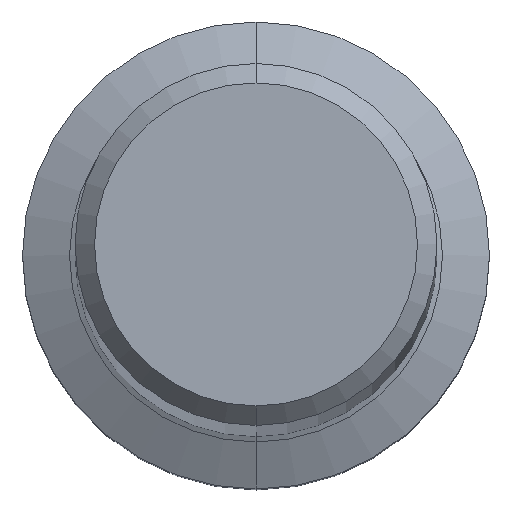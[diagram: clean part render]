
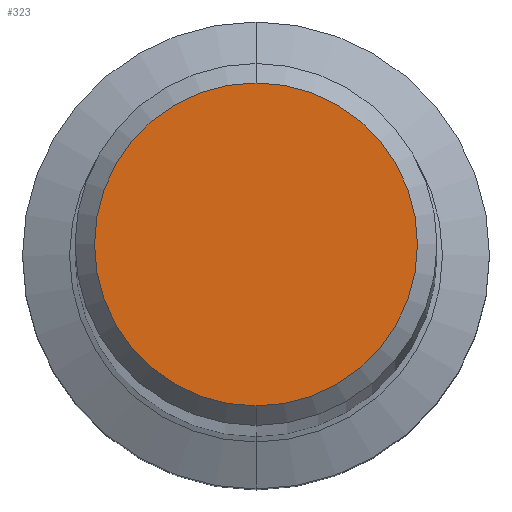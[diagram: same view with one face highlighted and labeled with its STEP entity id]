
A CAD part, top view. The second image highlights one B-rep face of the part: STEP entity #323.
In plain terms, the highlighted planar face has unit normal (0, 0, 1).
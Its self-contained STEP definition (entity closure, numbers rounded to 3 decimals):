
#301=VERTEX_POINT('',#663);
#323=ADVANCED_FACE('',(#687),#688,.T.);
#417=EDGE_CURVE('',#301,#453,#790,.T.);
#453=VERTEX_POINT('',#829);
#463=EDGE_CURVE('',#453,#301,#839,.T.);
#663=CARTESIAN_POINT('',(0.,-4.15,0.0));
#687=FACE_OUTER_BOUND('',#1260,.T.);
#688=PLANE('',#1261);
#790=CIRCLE('',#1466,4.15);
#829=CARTESIAN_POINT('',(0.0,4.15,0.0));
#839=CIRCLE('',#1531,4.15);
#1260=EDGE_LOOP('',(#1793,#1794));
#1261=AXIS2_PLACEMENT_3D('',#1795,#1796,#1797);
#1466=AXIS2_PLACEMENT_3D('',#1896,#1897,#1898);
#1531=AXIS2_PLACEMENT_3D('',#1944,#1945,#1946);
#1793=ORIENTED_EDGE('',*,*,#463,.F.);
#1794=ORIENTED_EDGE('',*,*,#417,.F.);
#1795=CARTESIAN_POINT('',(0.0,2.075,0.0));
#1796=DIRECTION('',(-0.0,0.0,1.0));
#1797=DIRECTION('',(0.0,-1.0,0.0));
#1896=CARTESIAN_POINT('',(0.0,0.0,0.0));
#1897=DIRECTION('',(0.0,0.0,-1.0));
#1898=DIRECTION('',(0.0,1.0,0.0));
#1944=CARTESIAN_POINT('',(0.0,0.0,0.0));
#1945=DIRECTION('',(0.0,0.0,-1.0));
#1946=DIRECTION('',(0.0,1.0,0.0));
